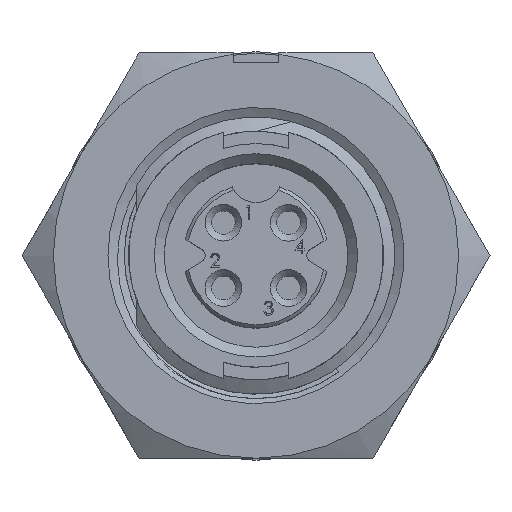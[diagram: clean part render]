
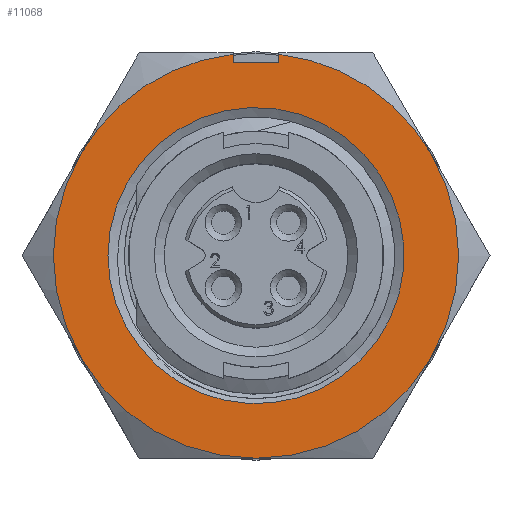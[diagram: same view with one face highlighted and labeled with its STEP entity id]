
A CAD part, top view. The second image highlights one B-rep face of the part: STEP entity #11068.
In plain terms, the highlighted planar face has unit normal (0, 0, 1).
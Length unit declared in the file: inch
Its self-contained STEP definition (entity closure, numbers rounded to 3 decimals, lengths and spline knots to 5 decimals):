
#324 = CARTESIAN_POINT ( 'NONE',  ( -0.2265, 0., 0.395 ) ) ;
#350 = DIRECTION ( 'NONE',  ( 0., 0., -1. ) ) ;
#398 = EDGE_CURVE ( 'NONE', #13888, #9222, #11254, .T. ) ;
#445 = VERTEX_POINT ( 'NONE', #10922 ) ;
#596 = VERTEX_POINT ( 'NONE', #4871 ) ;
#671 = CARTESIAN_POINT ( 'NONE',  ( 0., 0., 0.395 ) ) ;
#822 = CARTESIAN_POINT ( 'NONE',  ( -0.035, 0.295, 0.395 ) ) ;
#1183 = CARTESIAN_POINT ( 'NONE',  ( 0.035, 0.295, 0.395 ) ) ;
#1676 = AXIS2_PLACEMENT_3D ( 'NONE', #2178, #7313, #12429 ) ;
#1978 = EDGE_CURVE ( 'NONE', #445, #5560, #6087, .T. ) ;
#2079 = EDGE_CURVE ( 'NONE', #12903, #13888, #12996, .T. ) ;
#2178 = CARTESIAN_POINT ( 'NONE',  ( 0., 0., 0.395 ) ) ;
#2257 = DIRECTION ( 'NONE',  ( 1., 0., 0. ) ) ;
#2358 = DIRECTION ( 'NONE',  ( 0., 0., -1. ) ) ;
#2586 = FACE_OUTER_BOUND ( 'NONE', #15943, .T. ) ;
#2700 = ORIENTED_EDGE ( 'NONE', *, *, #15102, .F. ) ;
#2731 = CARTESIAN_POINT ( 'NONE',  ( -0.26847, 0.155, 0.395 ) ) ;
#2827 = EDGE_CURVE ( 'NONE', #7778, #596, #2864, .T. ) ;
#2829 = CARTESIAN_POINT ( 'NONE',  ( -0.035, 0.35188, 0.395 ) ) ;
#2864 = CIRCLE ( 'NONE', #7436, 0.31 ) ;
#2920 = AXIS2_PLACEMENT_3D ( 'NONE', #671, #6072, #12446 ) ;
#3401 = ORIENTED_EDGE ( 'NONE', *, *, #14827, .F. ) ;
#3582 = CARTESIAN_POINT ( 'NONE',  ( -0.035, 0.295, 0.395 ) ) ;
#3697 = CIRCLE ( 'NONE', #12825, 0.2265 ) ;
#3972 = DIRECTION ( 'NONE',  ( 0., 0., -1. ) ) ;
#3974 = AXIS2_PLACEMENT_3D ( 'NONE', #11661, #8959, #12838 ) ;
#4200 = AXIS2_PLACEMENT_3D ( 'NONE', #15647, #14295, #7365 ) ;
#4329 = DIRECTION ( 'NONE',  ( -1., 0., 0. ) ) ;
#4518 = VECTOR ( 'NONE', #6274, 39.37008 ) ;
#4871 = CARTESIAN_POINT ( 'NONE',  ( 0.26847, 0.155, 0.395 ) ) ;
#5184 = DIRECTION ( 'NONE',  ( -1., 0., 0. ) ) ;
#5560 = VERTEX_POINT ( 'NONE', #5632 ) ;
#5632 = CARTESIAN_POINT ( 'NONE',  ( 0., -0.31, 0.395 ) ) ;
#5949 = LINE ( 'NONE', #9701, #4518 ) ;
#6072 = DIRECTION ( 'NONE',  ( 0., 0., -1. ) ) ;
#6087 = CIRCLE ( 'NONE', #4200, 0.31 ) ;
#6274 = DIRECTION ( 'NONE',  ( 0., 1., 0. ) ) ;
#6461 = ORIENTED_EDGE ( 'NONE', *, *, #8507, .F. ) ;
#6940 = ORIENTED_EDGE ( 'NONE', *, *, #14001, .F. ) ;
#7093 = CARTESIAN_POINT ( 'NONE',  ( 0., 0., 0.395 ) ) ;
#7313 = DIRECTION ( 'NONE',  ( 0., 0., -1. ) ) ;
#7365 = DIRECTION ( 'NONE',  ( -1., 0., 0. ) ) ;
#7436 = AXIS2_PLACEMENT_3D ( 'NONE', #7093, #350, #4329 ) ;
#7492 = ORIENTED_EDGE ( 'NONE', *, *, #1978, .F. ) ;
#7713 = DIRECTION ( 'NONE',  ( 0., -1., 0. ) ) ;
#7778 = VERTEX_POINT ( 'NONE', #12915 ) ;
#7804 = FACE_BOUND ( 'NONE', #8258, .T. ) ;
#8258 = EDGE_LOOP ( 'NONE', ( #16640 ) ) ;
#8507 = EDGE_CURVE ( 'NONE', #9612, #12903, #10548, .T. ) ;
#8739 = DIRECTION ( 'NONE',  ( -1., 0., 0. ) ) ;
#8827 = CARTESIAN_POINT ( 'NONE',  ( 0., 0., 0.395 ) ) ;
#8959 = DIRECTION ( 'NONE',  ( 0., 0., -1. ) ) ;
#9222 = VERTEX_POINT ( 'NONE', #1183 ) ;
#9609 = CIRCLE ( 'NONE', #2920, 0.31 ) ;
#9612 = VERTEX_POINT ( 'NONE', #2731 ) ;
#9701 = CARTESIAN_POINT ( 'NONE',  ( 0.035, 0.35188, 0.395 ) ) ;
#10333 = CARTESIAN_POINT ( 'NONE',  ( 0., 0., 0.395 ) ) ;
#10434 = VERTEX_POINT ( 'NONE', #324 ) ;
#10548 = CIRCLE ( 'NONE', #1676, 0.31 ) ;
#10791 = ORIENTED_EDGE ( 'NONE', *, *, #2827, .F. ) ;
#10922 = CARTESIAN_POINT ( 'NONE',  ( 0.26847, -0.155, 0.395 ) ) ;
#10964 = CIRCLE ( 'NONE', #16069, 0.31 ) ;
#11048 = CARTESIAN_POINT ( 'NONE',  ( -0.035, 0.30802, 0.395 ) ) ;
#11068 = ADVANCED_FACE ( 'NONE', ( #7804, #2586 ), #16629, .F. ) ;
#11254 = LINE ( 'NONE', #822, #12250 ) ;
#11459 = AXIS2_PLACEMENT_3D ( 'NONE', #15761, #14156, #5184 ) ;
#11661 = CARTESIAN_POINT ( 'NONE',  ( 0., -0.62, 0.395 ) ) ;
#12046 = VERTEX_POINT ( 'NONE', #12403 ) ;
#12250 = VECTOR ( 'NONE', #2257, 39.37008 ) ;
#12403 = CARTESIAN_POINT ( 'NONE',  ( -0.26847, -0.155, 0.395 ) ) ;
#12429 = DIRECTION ( 'NONE',  ( -1., 0., 0. ) ) ;
#12446 = DIRECTION ( 'NONE',  ( -1., 0., 0. ) ) ;
#12557 = ORIENTED_EDGE ( 'NONE', *, *, #14926, .F. ) ;
#12607 = DIRECTION ( 'NONE',  ( -1., 0., 0. ) ) ;
#12825 = AXIS2_PLACEMENT_3D ( 'NONE', #10333, #2358, #12607 ) ;
#12838 = DIRECTION ( 'NONE',  ( -1., 0., 0. ) ) ;
#12903 = VERTEX_POINT ( 'NONE', #11048 ) ;
#12915 = CARTESIAN_POINT ( 'NONE',  ( 0.035, 0.30802, 0.395 ) ) ;
#12996 = LINE ( 'NONE', #2829, #14929 ) ;
#13888 = VERTEX_POINT ( 'NONE', #3582 ) ;
#14001 = EDGE_CURVE ( 'NONE', #9222, #7778, #5949, .T. ) ;
#14156 = DIRECTION ( 'NONE',  ( 0., 0., -1. ) ) ;
#14295 = DIRECTION ( 'NONE',  ( 0., 0., -1. ) ) ;
#14425 = ORIENTED_EDGE ( 'NONE', *, *, #398, .F. ) ;
#14718 = CIRCLE ( 'NONE', #11459, 0.31 ) ;
#14827 = EDGE_CURVE ( 'NONE', #12046, #9612, #14718, .T. ) ;
#14926 = EDGE_CURVE ( 'NONE', #5560, #12046, #9609, .T. ) ;
#14929 = VECTOR ( 'NONE', #7713, 39.37008 ) ;
#15102 = EDGE_CURVE ( 'NONE', #596, #445, #10964, .T. ) ;
#15647 = CARTESIAN_POINT ( 'NONE',  ( 0., 0., 0.395 ) ) ;
#15761 = CARTESIAN_POINT ( 'NONE',  ( 0., 0., 0.395 ) ) ;
#15771 = ORIENTED_EDGE ( 'NONE', *, *, #2079, .F. ) ;
#15943 = EDGE_LOOP ( 'NONE', ( #10791, #6940, #14425, #15771, #6461, #3401, #12557, #7492, #2700 ) ) ;
#16054 = EDGE_CURVE ( 'NONE', #10434, #10434, #3697, .T. ) ;
#16069 = AXIS2_PLACEMENT_3D ( 'NONE', #8827, #3972, #8739 ) ;
#16629 = PLANE ( 'NONE',  #3974 ) ;
#16640 = ORIENTED_EDGE ( 'NONE', *, *, #16054, .T. ) ;
